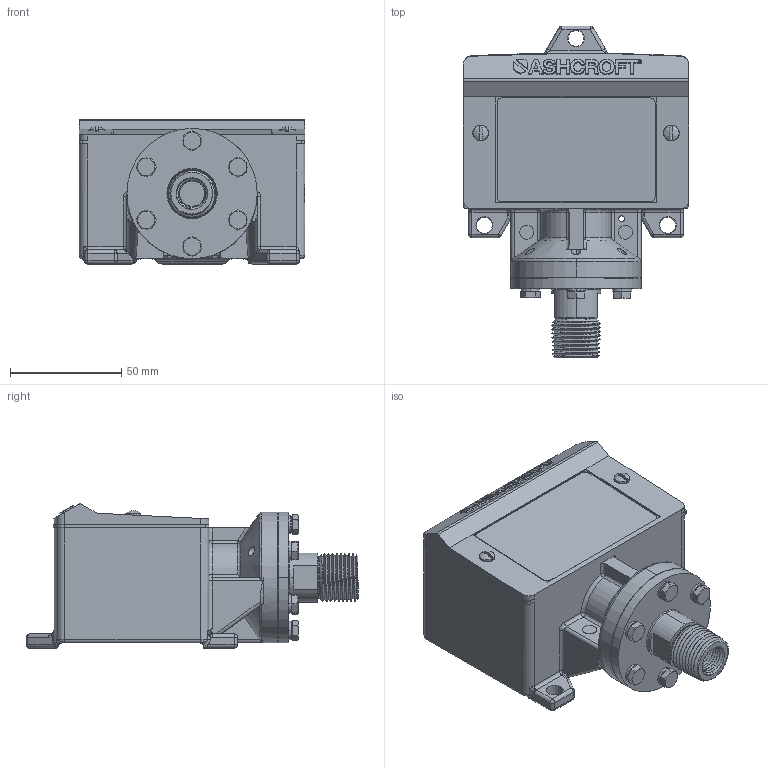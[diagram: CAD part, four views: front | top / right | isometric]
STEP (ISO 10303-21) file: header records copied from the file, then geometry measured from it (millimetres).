
FILE_DESCRIPTION (( 'STEP AP214' ), '1' );
FILE_NAME ('B424B3000.STEP', '2025-03-03T17:04:38', ( '' ), ( '' ), 'SwSTEP 2.0', 'SolidWorks 2021', '' );
FILE_SCHEMA (( 'AUTOMOTIVE_DESIGN' ));
Length unit declared in the file: inch
Products named in the file (1): B424B3000
Bounding box: 101.66 x 149.48 x 64.89 mm (x, y, z)
Volume: 476164.6 mm3; surface area: 57537.9 mm2
Topology: 1 solids, 1 shells, 1203 faces, 3250 edges, 2062 vertices
Faces by surface type: cylinder 478, plane 301, bspline 276, cone 148
Entity records: 86018 total; most frequent: CARTESIAN_POINT 59387, ORIENTED_EDGE 6450, DIRECTION 4494, EDGE_CURVE 3225, VERTEX_POINT 2062, AXIS2_PLACEMENT_3D 1587, VECTOR 1320, LINE 1320
